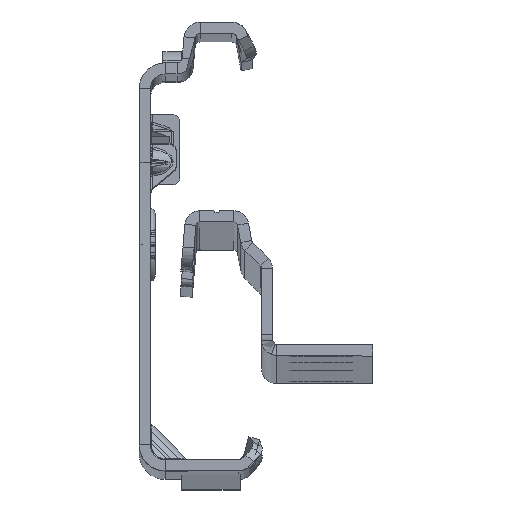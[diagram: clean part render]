
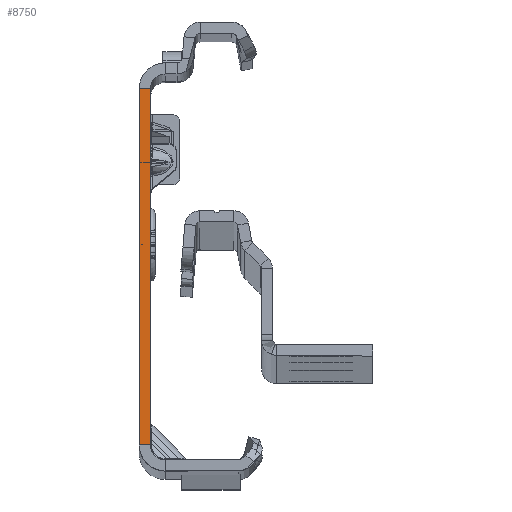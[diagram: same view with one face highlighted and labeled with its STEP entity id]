
A CAD part, top view. The second image highlights one B-rep face of the part: STEP entity #8750.
In plain terms, the highlighted planar face has unit normal (0, 0, 1).
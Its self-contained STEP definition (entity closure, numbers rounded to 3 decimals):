
#39 = AXIS2_PLACEMENT_3D ( 'NONE', #43378, #43636, #6413 ) ;
#856 = EDGE_LOOP ( 'NONE', ( #37612, #1229, #32133, #4440 ) ) ;
#1229 = ORIENTED_EDGE ( 'NONE', *, *, #45146, .T. ) ;
#1836 = LINE ( 'NONE', #51592, #44661 ) ;
#4440 = ORIENTED_EDGE ( 'NONE', *, *, #12445, .F. ) ;
#6180 = CARTESIAN_POINT ( 'NONE',  ( 0., -27.865, 0. ) ) ;
#6413 = DIRECTION ( 'NONE',  ( 1., 0., 0. ) ) ;
#8436 = VERTEX_POINT ( 'NONE', #45569 ) ;
#8446 = CARTESIAN_POINT ( 'NONE',  ( 0., 22.135, 0. ) ) ;
#8750 = ADVANCED_FACE ( 'NONE', ( #10215 ), #26753, .T. ) ;
#9429 = LINE ( 'NONE', #30052, #20370 ) ;
#10215 = FACE_OUTER_BOUND ( 'NONE', #856, .T. ) ;
#11398 = VERTEX_POINT ( 'NONE', #33424 ) ;
#12345 = VERTEX_POINT ( 'NONE', #50256 ) ;
#12445 = EDGE_CURVE ( 'NONE', #11398, #14905, #1836, .T. ) ;
#12777 = DIRECTION ( 'NONE',  ( -1., 0., 0. ) ) ;
#13439 = CARTESIAN_POINT ( 'NONE',  ( -1.5, -25.865, 0. ) ) ;
#14905 = VERTEX_POINT ( 'NONE', #13439 ) ;
#17099 = EDGE_CURVE ( 'NONE', #8436, #11398, #18389, .T. ) ;
#18389 = LINE ( 'NONE', #6180, #24741 ) ;
#20370 = VECTOR ( 'NONE', #42587, 1000. ) ;
#22734 = DIRECTION ( 'NONE',  ( 0., -1., 0. ) ) ;
#24741 = VECTOR ( 'NONE', #22734, 1000. ) ;
#26753 = PLANE ( 'NONE',  #39 ) ;
#30052 = CARTESIAN_POINT ( 'NONE',  ( -1.5, -27.865, 0. ) ) ;
#32133 = ORIENTED_EDGE ( 'NONE', *, *, #36349, .T. ) ;
#33424 = CARTESIAN_POINT ( 'NONE',  ( 0., -25.865, 0. ) ) ;
#36349 = EDGE_CURVE ( 'NONE', #12345, #14905, #9429, .T. ) ;
#37612 = ORIENTED_EDGE ( 'NONE', *, *, #17099, .F. ) ;
#42587 = DIRECTION ( 'NONE',  ( 0., -1., 0. ) ) ;
#43378 = CARTESIAN_POINT ( 'NONE',  ( -1.5, -27.865, 0. ) ) ;
#43636 = DIRECTION ( 'NONE',  ( 0., 0., 1. ) ) ;
#44661 = VECTOR ( 'NONE', #46411, 1000. ) ;
#45146 = EDGE_CURVE ( 'NONE', #8436, #12345, #49743, .T. ) ;
#45569 = CARTESIAN_POINT ( 'NONE',  ( 0., 22.135, 0. ) ) ;
#46411 = DIRECTION ( 'NONE',  ( -1., 0., 0. ) ) ;
#48904 = VECTOR ( 'NONE', #12777, 1000. ) ;
#49743 = LINE ( 'NONE', #8446, #48904 ) ;
#50256 = CARTESIAN_POINT ( 'NONE',  ( -1.5, 22.135, 0. ) ) ;
#51592 = CARTESIAN_POINT ( 'NONE',  ( 0., -25.865, 0. ) ) ;
